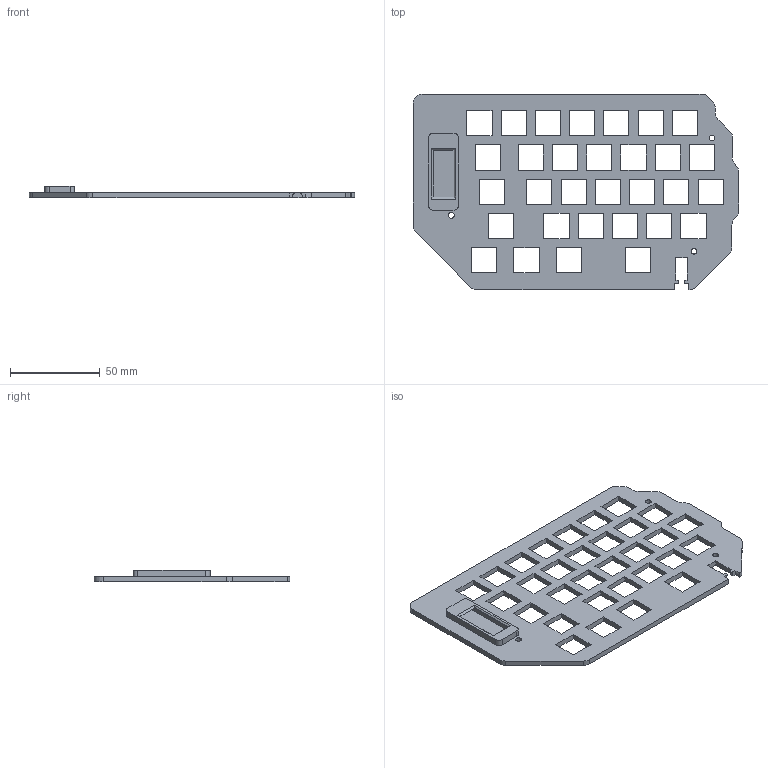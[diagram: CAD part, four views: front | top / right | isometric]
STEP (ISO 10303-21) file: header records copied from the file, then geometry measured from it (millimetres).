
FILE_DESCRIPTION(/* description */ (''),/* implementation_level */ '2;1');
FILE_NAME(/* name */ 'Left Plate.step',/* time_stamp */ '2025-09-20T17:30:44+05:30',/* author */ (''),/* organization */ (''),/* preprocessor_version */ 'ST-DEVELOPER v20.1',/* originating_system */ 'Autodesk Translation Framework v14.17.0.0',/* authorisation */ '');
FILE_SCHEMA (('AUTOMOTIVE_DESIGN { 1 0 10303 214 3 1 1 }'));
Length unit declared in the file: millimetre
Products named in the file (1): Left Plate
Bounding box: 180.91 x 108.77 x 6.65 mm (x, y, z)
Volume: 37417.3 mm3; surface area: 32515.5 mm2
Topology: 1 solids, 1 shells, 189 faces, 552 edges, 368 vertices
Faces by surface type: plane 166, cylinder 23
Full cylindrical faces by diameter (mm): 3.2 x3
Entity records: 6356 total; most frequent: CARTESIAN_POINT 1116, ORIENTED_EDGE 1104, DIRECTION 977, EDGE_CURVE 552, LINE 505, VECTOR 505, VERTEX_POINT 368, EDGE_LOOP 262
